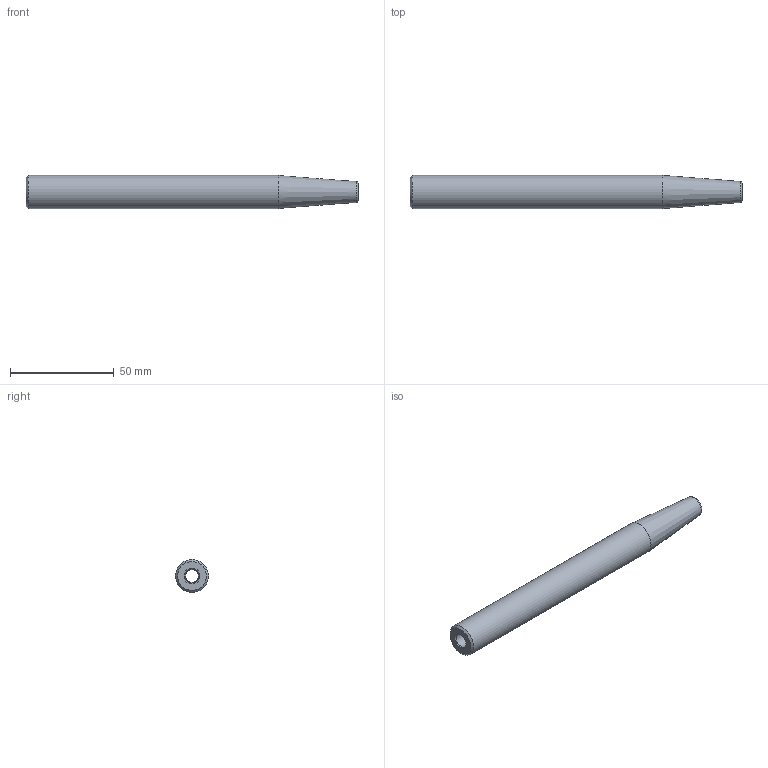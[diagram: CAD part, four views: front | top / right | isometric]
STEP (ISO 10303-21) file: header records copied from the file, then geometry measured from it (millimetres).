
FILE_DESCRIPTION(/* description */ (''),/* implementation_level */ '2;1');
FILE_NAME(/* name */ 'S16-SD06-160.stp',/* time_stamp */ '2019-07-09T10:34:42-05:00',/* author */ ('ldfli'),/* organization */ (''),/* preprocessor_version */ 'ST-DEVELOPER v18',/* originating_system */ 'Autodesk Inventor LT',/* authorisation */ '');
FILE_SCHEMA (('AUTOMOTIVE_DESIGN { 1 0 10303 214 3 1 1 }'));
Length unit declared in the file: millimetre
Products named in the file (1): S16-SD06-160
Bounding box: 160 x 16 x 16 mm (x, y, z)
Volume: 23683.9 mm3; surface area: 11303 mm2
Topology: 1 solids, 1 shells, 11 faces, 32 edges, 23 vertices
Faces by surface type: cone 5, cylinder 3, plane 2, torus 1
Full cylindrical faces by diameter (mm): 6 x1, 7 x1, 16 x1
Entity records: 435 total; most frequent: DIRECTION 80, CARTESIAN_POINT 67, ORIENTED_EDGE 64, AXIS2_PLACEMENT_3D 36, EDGE_CURVE 32, CIRCLE 24, VERTEX_POINT 23, EDGE_LOOP 13
